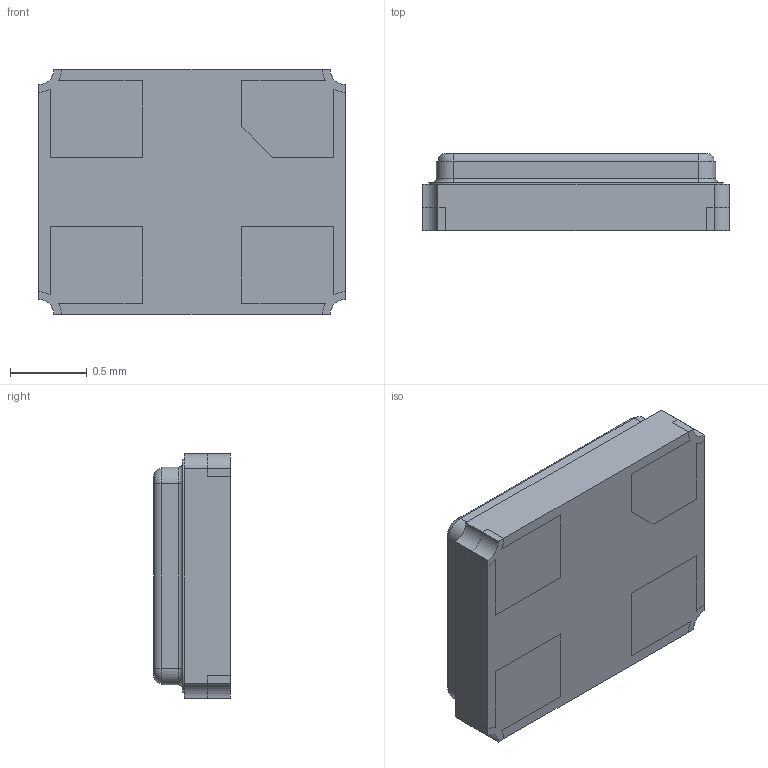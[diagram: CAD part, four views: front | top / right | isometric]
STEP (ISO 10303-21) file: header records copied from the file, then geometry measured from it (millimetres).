
FILE_DESCRIPTION (( 'STEP AP214' ), '1' );
FILE_NAME ('FA-128 32.0000MF20X-K5.STEP', '2020-08-15T12:21:51', ( '' ), ( '' ), 'SwSTEP 2.0', 'SolidWorks 2017', '' );
FILE_SCHEMA (( 'AUTOMOTIVE_DESIGN' ));
Length unit declared in the file: millimetre
Products named in the file (1): FA-128 32.0000MF20X-K5
Bounding box: 2 x 0.5 x 1.6 mm (x, y, z)
Volume: 1.5 mm3; surface area: 22.2 mm2
Topology: 7 solids, 7 shells, 137 faces, 350 edges, 228 vertices
Faces by surface type: plane 81, cylinder 48, torus 8
Entity records: 4232 total; most frequent: DIRECTION 730, CARTESIAN_POINT 716, ORIENTED_EDGE 700, EDGE_CURVE 350, LINE 246, VECTOR 246, AXIS2_PLACEMENT_3D 242, VERTEX_POINT 228
